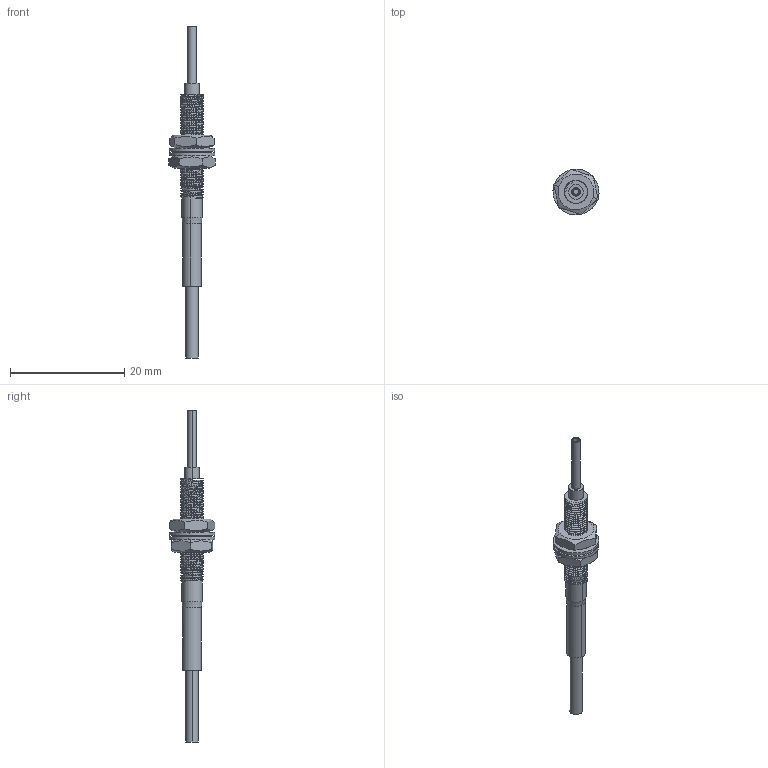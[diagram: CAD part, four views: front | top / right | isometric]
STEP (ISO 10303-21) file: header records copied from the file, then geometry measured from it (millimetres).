
FILE_DESCRIPTION (( 'STEP AP203' ), '1' );
FILE_NAME ('PT-42-I.STEP', '2018-08-02T07:12:27', ( 'XiaZaiMa.COM' ), ( 'Win10NeT.COM' ), 'SwSTEP 2.0', 'SolidWorks 2016', '' );
FILE_SCHEMA (( 'CONFIG_CONTROL_DESIGN' ));
Length unit declared in the file: millimetre
Products named in the file (5): PT-42-I; lock washers internal teeth gb_GB_LOCK_WASHERS_TYPE1 4; 3.0热缩管; PT-C42-I; hex thin nuts-grades ab-chamfered gb_GB_FASTENER_NUT_STNAB M4-N
Assembly tree (6 placements, depth 2):
  PT-42-I
    PT-C42-I
    hex thin nuts-grades ab-chamfered gb_GB_FASTENER_NUT_STNAB M4-N  x2
    lock washers internal teeth gb_GB_LOCK_WASHERS_TYPE1 4  x2
    3.0热缩管
Bounding box: 8.07 x 8 x 58 mm (x, y, z)
Volume: 205.2 mm3; surface area: 1412.1 mm2
Topology: 6 solids, 9 shells, 568 faces, 1616 edges, 1073 vertices
Faces by surface type: plane 272, cylinder 142, bspline 136, cone 18
Entity records: 26889 total; most frequent: CARTESIAN_POINT 14714, ORIENTED_EDGE 2926, DIRECTION 1761, EDGE_CURVE 1463, VERTEX_POINT 972, VECTOR 701, LINE 701, AXIS2_PLACEMENT_3D 530
